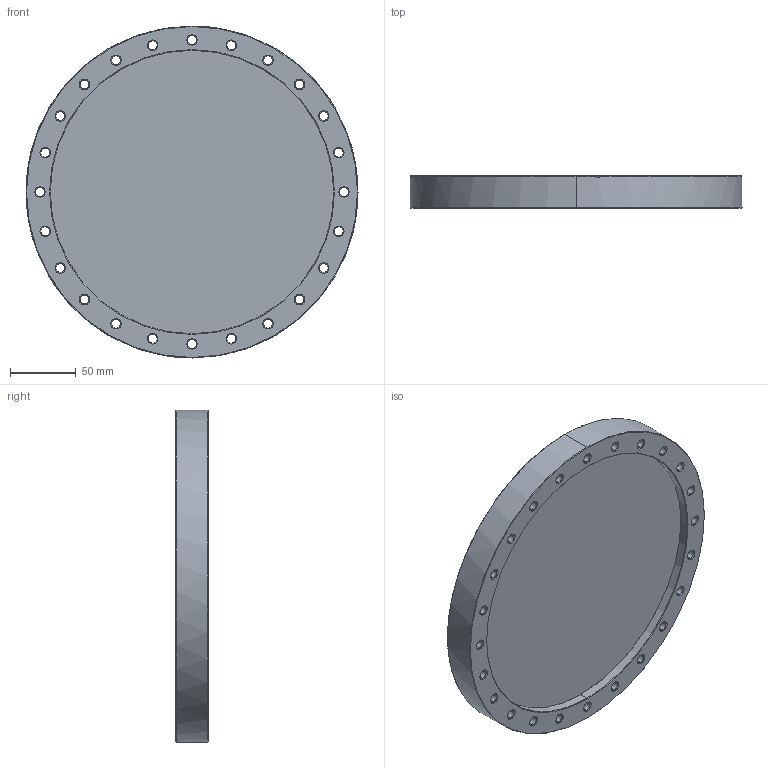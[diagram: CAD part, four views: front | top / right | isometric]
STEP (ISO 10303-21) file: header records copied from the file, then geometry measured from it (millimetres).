
FILE_DESCRIPTION (( 'STEP AP214' ), '1' );
FILE_NAME ('Hositrad_CF200-BRT.STEP', '2017-04-28T12:51:34', ( 'Gebruiker' ), ( '' ), 'SwSTEP 2.0', 'SolidWorks 2017', '' );
FILE_SCHEMA (( 'AUTOMOTIVE_DESIGN' ));
Length unit declared in the file: millimetre
Products named in the file (3): Hositrad_CF200-BRT; CF200-BR innerring; CF200-BRT outerring
Assembly tree (2 placements, depth 2):
  Hositrad_CF200-BRT
    CF200-BR innerring
    CF200-BRT outerring
Bounding box: 253.2 x 24.6 x 253.2 mm (x, y, z)
Volume: 898691.7 mm3; surface area: 162524.9 mm2
Topology: 2 solids, 2 shells, 182 faces, 424 edges, 246 vertices
Faces by surface type: cone 114, cylinder 56, plane 12
Entity records: 5930 total; most frequent: DIRECTION 1024, CARTESIAN_POINT 881, ORIENTED_EDGE 848, EDGE_CURVE 424, AXIS2_PLACEMENT_3D 421, VERTEX_POINT 246, CIRCLE 234, EDGE_LOOP 232
